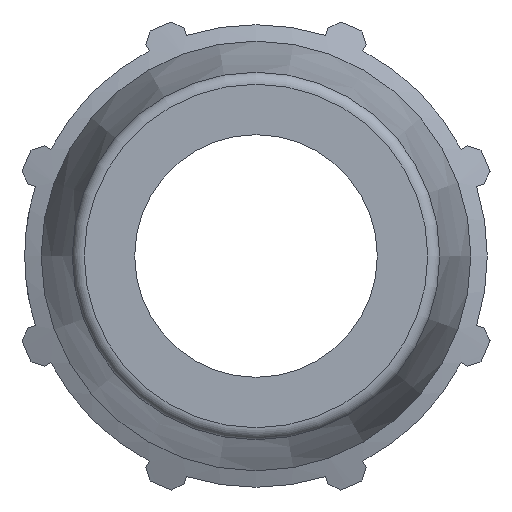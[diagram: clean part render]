
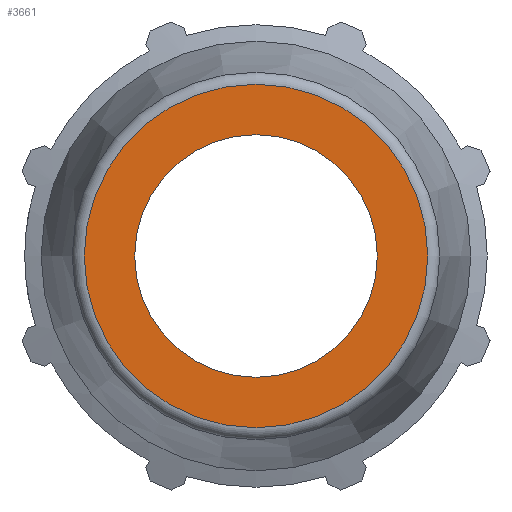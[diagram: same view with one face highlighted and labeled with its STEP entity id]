
A CAD part, left-side view. The second image highlights one B-rep face of the part: STEP entity #3661.
In plain terms, the highlighted planar face has unit normal (-1, 0, 0).
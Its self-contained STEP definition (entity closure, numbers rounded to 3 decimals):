
#159=FACE_BOUND('',#596,.T.);
#227=PLANE('',#3952);
#372=FACE_OUTER_BOUND('',#595,.T.);
#595=EDGE_LOOP('',(#2804));
#596=EDGE_LOOP('',(#2805));
#876=CIRCLE('',#3950,28.322);
#877=CIRCLE('',#3953,20.);
#1652=VERTEX_POINT('',#5936);
#1653=VERTEX_POINT('',#5940);
#2083=EDGE_CURVE('',#1652,#1652,#876,.T.);
#2084=EDGE_CURVE('',#1653,#1653,#877,.T.);
#2804=ORIENTED_EDGE('',*,*,#2083,.T.);
#2805=ORIENTED_EDGE('',*,*,#2084,.T.);
#3661=ADVANCED_FACE('',(#372,#159),#227,.F.);
#3950=AXIS2_PLACEMENT_3D('',#5937,#4620,#4621);
#3952=AXIS2_PLACEMENT_3D('',#5939,#4624,#4625);
#3953=AXIS2_PLACEMENT_3D('',#5941,#4626,#4627);
#4620=DIRECTION('center_axis',(-1.,0.,0.));
#4621=DIRECTION('ref_axis',(0.,-1.,0.));
#4624=DIRECTION('center_axis',(1.,0.,0.));
#4625=DIRECTION('ref_axis',(0.,0.,-1.));
#4626=DIRECTION('center_axis',(1.,0.,0.));
#4627=DIRECTION('ref_axis',(0.,0.,-1.));
#5936=CARTESIAN_POINT('',(-107.5,28.322,0.));
#5937=CARTESIAN_POINT('Origin',(-107.5,0.,0.));
#5939=CARTESIAN_POINT('Origin',(-107.5,20.,0.));
#5940=CARTESIAN_POINT('',(-107.5,20.,0.));
#5941=CARTESIAN_POINT('Origin',(-107.5,0.,0.));
